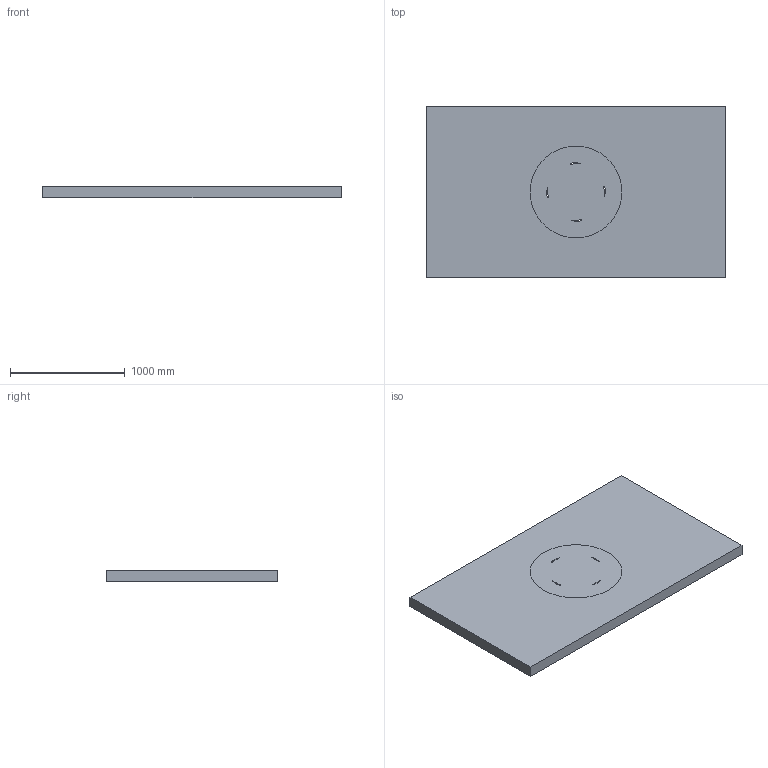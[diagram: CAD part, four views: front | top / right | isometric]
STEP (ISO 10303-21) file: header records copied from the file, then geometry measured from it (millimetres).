
FILE_DESCRIPTION(/* description */ (''),/* implementation_level */ '2;1');
FILE_NAME(/* name */ 'M6412.step',/* time_stamp */ '2025-07-24T20:14:26+02:00',/* author */ (''),/* organization */ (''),/* preprocessor_version */ 'ST-DEVELOPER v20.1',/* originating_system */ 'Autodesk Translation Framework v14.10.0.0',/* authorisation */ '');
FILE_SCHEMA (('AUTOMOTIVE_DESIGN { 1 0 10303 214 3 1 1 }'));
Length unit declared in the file: millimetre
Products named in the file (3): M6412; Komponent1; Komponent2
Assembly tree (2 placements, depth 2):
  M6412
    Komponent1
    Komponent2
Bounding box: 2600.52 x 1490 x 100 mm (x, y, z)
Volume: 387177783.3 mm3; surface area: 9139429.2 mm2
Topology: 2 solids, 2 shells, 26 faces, 66 edges, 44 vertices
Faces by surface type: cylinder 10, bspline 8, plane 8
Full cylindrical faces by diameter (mm): 800 x2
Entity records: 7031 total; most frequent: CARTESIAN_POINT 6341, ORIENTED_EDGE 132, DIRECTION 116, EDGE_CURVE 66, VERTEX_POINT 44, AXIS2_PLACEMENT_3D 43, EDGE_LOOP 36, LINE 30
